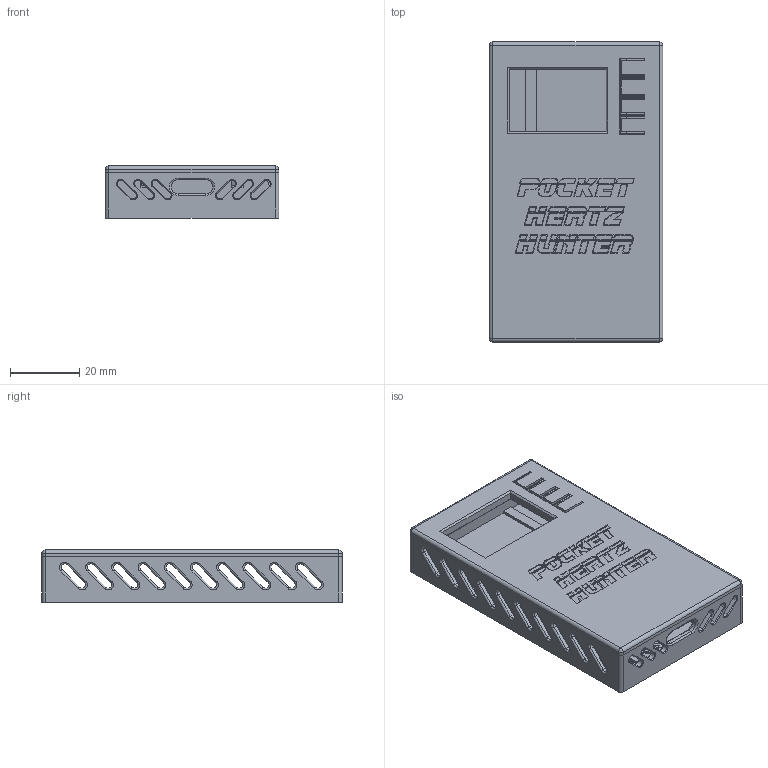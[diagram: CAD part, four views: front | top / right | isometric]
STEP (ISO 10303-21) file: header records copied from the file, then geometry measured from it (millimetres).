
FILE_DESCRIPTION(/* description */ (''),/* implementation_level */ '2;1');
FILE_NAME(/* name */ 'PHH-Case Version 1.step',/* time_stamp */ '2025-08-19T17:12:07+01:00',/* author */ (''),/* organization */ (''),/* preprocessor_version */ 'ST-DEVELOPER v20.1',/* originating_system */ 'Autodesk Translation Framework v14.10.0.0',/* authorisation */ '');
FILE_SCHEMA (('AUTOMOTIVE_DESIGN { 1 0 10303 214 3 1 1 }'));
Products named in the file (1): PHH-Case Version 2
Bounding box: 50 x 86.5 x 15 mm (x, y, z)
Volume: 25461.5 mm3; surface area: 24315.7 mm2
Topology: 2 solids, 2 shells, 1456 faces, 3643 edges, 2218 vertices
Faces by surface type: plane 628, cylinder 413, bspline 302, torus 84, cone 25, sphere 4
Entity records: 55694 total; most frequent: CARTESIAN_POINT 22760, ORIENTED_EDGE 7282, DIRECTION 5965, EDGE_CURVE 3641, LINE 2299, VECTOR 2299, VERTEX_POINT 2218, AXIS2_PLACEMENT_3D 1833
